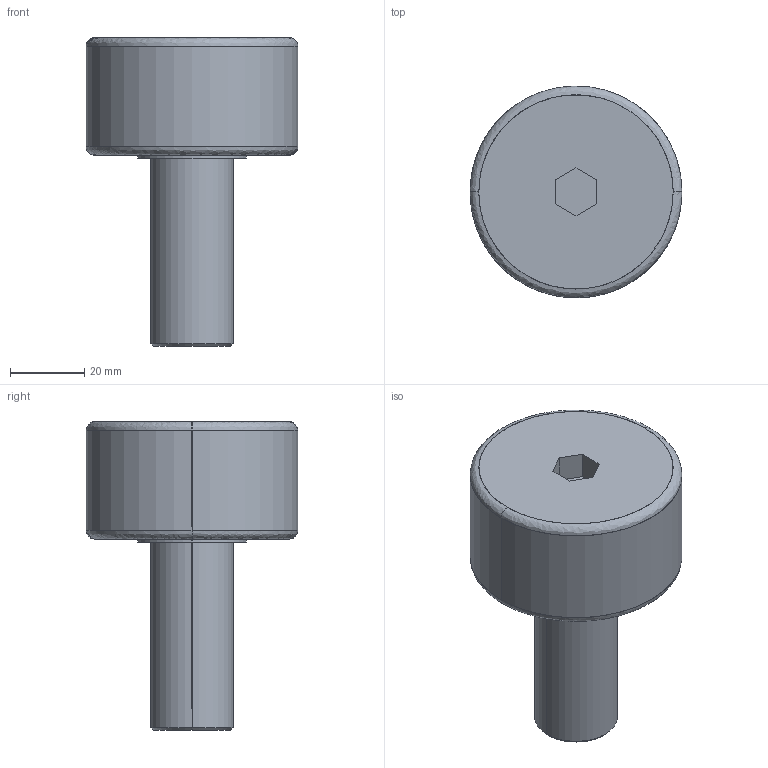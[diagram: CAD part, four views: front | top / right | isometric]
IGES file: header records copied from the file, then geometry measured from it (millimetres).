
Start section: SolidWorks IGES file using analytic representation for surfaces
Global section: file name: CFDEFAU0419144831500.igs; native system: SolidWorks 2006 by SolidWorks Corporation; preprocessor: SolidWorks 2006 by SolidWorks Corporation; author: partstream; date: 060419.144832; units: inch
Bounding box: 57.15 x 57.15 x 83.34 mm (x, y, z)
Surface area: 14336.9 mm2 (no closed solid volume)
Topology: 0 solids, 0 shells, 23 faces, 404 edges, 404 vertices
Faces by surface type: bspline 15, revolution 8
